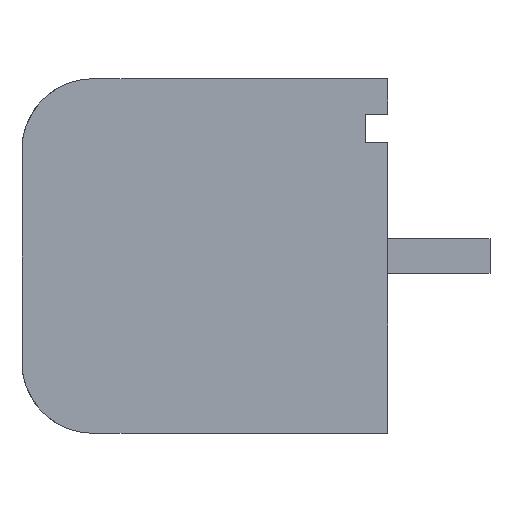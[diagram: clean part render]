
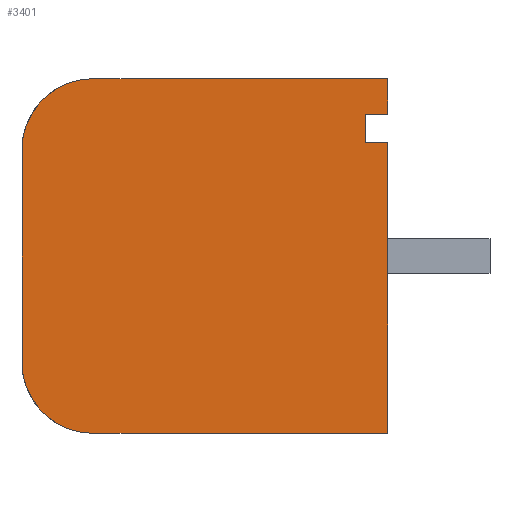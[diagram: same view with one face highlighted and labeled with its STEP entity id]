
A CAD part, left-side view. The second image highlights one B-rep face of the part: STEP entity #3401.
In plain terms, the highlighted planar face has unit normal (-1, 0, 0).
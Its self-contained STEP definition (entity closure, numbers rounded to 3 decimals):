
#22 = CARTESIAN_POINT ( 'NONE',  ( -10.3, -6.35, -15.367 ) ) ;
#289 = VECTOR ( 'NONE', #509, 1000. ) ;
#367 = CARTESIAN_POINT ( 'NONE',  ( -10.3, -4.763, -3.175 ) ) ;
#393 = LINE ( 'NONE', #4422, #4852 ) ;
#464 = ORIENTED_EDGE ( 'NONE', *, *, #3627, .F. ) ;
#493 = LINE ( 'NONE', #4274, #289 ) ;
#509 = DIRECTION ( 'NONE',  ( 0., 0., -1. ) ) ;
#514 = VERTEX_POINT ( 'NONE', #2195 ) ;
#579 = EDGE_CURVE ( 'NONE', #3874, #2935, #2958, .T. ) ;
#609 = ORIENTED_EDGE ( 'NONE', *, *, #2064, .F. ) ;
#761 = DIRECTION ( 'NONE',  ( 0., 0., -1. ) ) ;
#797 = DIRECTION ( 'NONE',  ( 0., 0., -1. ) ) ;
#1019 = EDGE_CURVE ( 'NONE', #1257, #2218, #8133, .T. ) ;
#1034 = CARTESIAN_POINT ( 'NONE',  ( -10.3, 4.763, -3.175 ) ) ;
#1198 = VECTOR ( 'NONE', #5495, 1000. ) ;
#1257 = VERTEX_POINT ( 'NONE', #4110 ) ;
#1522 = CARTESIAN_POINT ( 'NONE',  ( -10.3, -6.35, 0. ) ) ;
#1525 = VERTEX_POINT ( 'NONE', #8243 ) ;
#1663 = DIRECTION ( 'NONE',  ( 1., 0., 0. ) ) ;
#1723 = ORIENTED_EDGE ( 'NONE', *, *, #1019, .F. ) ;
#1769 = CARTESIAN_POINT ( 'NONE',  ( -10.3, -7.938, -3.175 ) ) ;
#1900 = ORIENTED_EDGE ( 'NONE', *, *, #579, .F. ) ;
#1928 = CARTESIAN_POINT ( 'NONE',  ( -10.3, -5.08, -16.383 ) ) ;
#1982 = PLANE ( 'NONE',  #3459 ) ;
#2004 = EDGE_CURVE ( 'NONE', #7997, #3857, #493, .T. ) ;
#2038 = CARTESIAN_POINT ( 'NONE',  ( -10.3, 0., 0. ) ) ;
#2064 = EDGE_CURVE ( 'NONE', #514, #3874, #393, .T. ) ;
#2195 = CARTESIAN_POINT ( 'NONE',  ( -10.3, 7.938, -16.383 ) ) ;
#2218 = VERTEX_POINT ( 'NONE', #3339 ) ;
#2302 = DIRECTION ( 'NONE',  ( 0., 0., -1. ) ) ;
#2487 = ORIENTED_EDGE ( 'NONE', *, *, #4701, .F. ) ;
#2511 = LINE ( 'NONE', #3202, #3490 ) ;
#2795 = LINE ( 'NONE', #7646, #3970 ) ;
#2935 = VERTEX_POINT ( 'NONE', #6618 ) ;
#2958 = CIRCLE ( 'NONE', #7881, 3.175 ) ;
#3055 = DIRECTION ( 'NONE',  ( 0., 0., 1. ) ) ;
#3108 = ORIENTED_EDGE ( 'NONE', *, *, #2004, .F. ) ;
#3202 = CARTESIAN_POINT ( 'NONE',  ( -10.3, -7.938, 0. ) ) ;
#3221 = EDGE_CURVE ( 'NONE', #5165, #1257, #5380, .T. ) ;
#3278 = DIRECTION ( 'NONE',  ( 1., 0., 0. ) ) ;
#3339 = CARTESIAN_POINT ( 'NONE',  ( -10.3, -6.35, -15.367 ) ) ;
#3401 = ADVANCED_FACE ( 'NONE', ( #4753 ), #1982, .F. ) ;
#3459 = AXIS2_PLACEMENT_3D ( 'NONE', #2038, #3278, #761 ) ;
#3490 = VECTOR ( 'NONE', #797, 1000. ) ;
#3493 = EDGE_CURVE ( 'NONE', #2935, #1525, #8276, .T. ) ;
#3627 = EDGE_CURVE ( 'NONE', #1525, #7704, #4255, .T. ) ;
#3792 = VECTOR ( 'NONE', #7225, 1000. ) ;
#3857 = VERTEX_POINT ( 'NONE', #1928 ) ;
#3874 = VERTEX_POINT ( 'NONE', #7688 ) ;
#3970 = VECTOR ( 'NONE', #7050, 1000. ) ;
#4110 = CARTESIAN_POINT ( 'NONE',  ( -10.3, -6.35, -16.383 ) ) ;
#4255 = CIRCLE ( 'NONE', #6425, 3.175 ) ;
#4274 = CARTESIAN_POINT ( 'NONE',  ( -10.3, -5.08, 0. ) ) ;
#4380 = ORIENTED_EDGE ( 'NONE', *, *, #5106, .F. ) ;
#4422 = CARTESIAN_POINT ( 'NONE',  ( -10.3, 7.938, 0. ) ) ;
#4469 = LINE ( 'NONE', #22, #5709 ) ;
#4701 = EDGE_CURVE ( 'NONE', #7704, #5165, #2511, .T. ) ;
#4753 = FACE_OUTER_BOUND ( 'NONE', #5335, .T. ) ;
#4852 = VECTOR ( 'NONE', #3055, 1000. ) ;
#4994 = ORIENTED_EDGE ( 'NONE', *, *, #5139, .F. ) ;
#5106 = EDGE_CURVE ( 'NONE', #3857, #514, #2795, .T. ) ;
#5136 = DIRECTION ( 'NONE',  ( 0., 0., -1. ) ) ;
#5139 = EDGE_CURVE ( 'NONE', #2218, #7997, #4469, .T. ) ;
#5165 = VERTEX_POINT ( 'NONE', #7308 ) ;
#5335 = EDGE_LOOP ( 'NONE', ( #4380, #3108, #4994, #1723, #6017, #2487, #464, #6031, #1900, #609 ) ) ;
#5380 = LINE ( 'NONE', #5586, #1198 ) ;
#5416 = CARTESIAN_POINT ( 'NONE',  ( -10.3, 0., 0. ) ) ;
#5495 = DIRECTION ( 'NONE',  ( 0., 1., 0. ) ) ;
#5586 = CARTESIAN_POINT ( 'NONE',  ( -10.3, 0., -16.383 ) ) ;
#5709 = VECTOR ( 'NONE', #6420, 1000. ) ;
#6017 = ORIENTED_EDGE ( 'NONE', *, *, #3221, .F. ) ;
#6031 = ORIENTED_EDGE ( 'NONE', *, *, #3493, .F. ) ;
#6138 = DIRECTION ( 'NONE',  ( 1., 0., 0. ) ) ;
#6420 = DIRECTION ( 'NONE',  ( 0., 1., 0. ) ) ;
#6425 = AXIS2_PLACEMENT_3D ( 'NONE', #367, #1663, #5136 ) ;
#6618 = CARTESIAN_POINT ( 'NONE',  ( -10.3, 4.763, 0. ) ) ;
#7050 = DIRECTION ( 'NONE',  ( 0., 1., 0. ) ) ;
#7225 = DIRECTION ( 'NONE',  ( 0., 0., 1. ) ) ;
#7277 = DIRECTION ( 'NONE',  ( 0., -1., 0. ) ) ;
#7308 = CARTESIAN_POINT ( 'NONE',  ( -10.3, -7.938, -16.383 ) ) ;
#7492 = VECTOR ( 'NONE', #7277, 1000. ) ;
#7646 = CARTESIAN_POINT ( 'NONE',  ( -10.3, 0., -16.383 ) ) ;
#7688 = CARTESIAN_POINT ( 'NONE',  ( -10.3, 7.938, -3.175 ) ) ;
#7704 = VERTEX_POINT ( 'NONE', #1769 ) ;
#7881 = AXIS2_PLACEMENT_3D ( 'NONE', #1034, #6138, #2302 ) ;
#7997 = VERTEX_POINT ( 'NONE', #8102 ) ;
#8102 = CARTESIAN_POINT ( 'NONE',  ( -10.3, -5.08, -15.367 ) ) ;
#8133 = LINE ( 'NONE', #1522, #3792 ) ;
#8243 = CARTESIAN_POINT ( 'NONE',  ( -10.3, -4.763, 0. ) ) ;
#8276 = LINE ( 'NONE', #5416, #7492 ) ;
